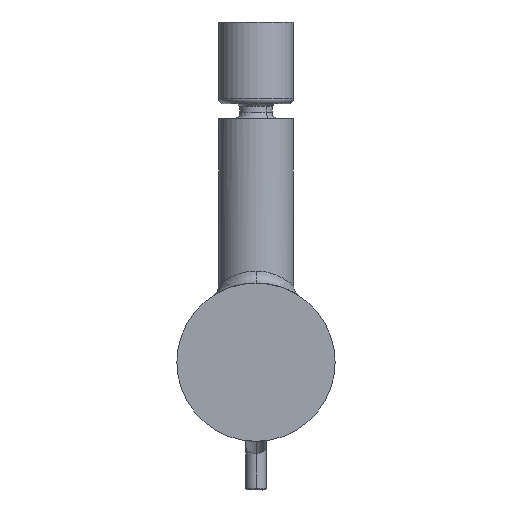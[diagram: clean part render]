
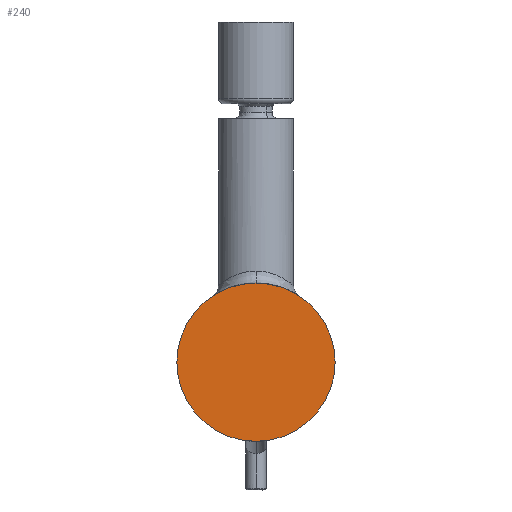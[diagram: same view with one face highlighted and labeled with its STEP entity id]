
A CAD part, front view. The second image highlights one B-rep face of the part: STEP entity #240.
In plain terms, the highlighted planar face has unit normal (0, -1, 0).
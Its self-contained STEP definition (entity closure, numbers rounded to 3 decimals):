
#58 = ORIENTED_EDGE ( 'NONE', *, *, #2021, .T. ) ;
#97 = ORIENTED_EDGE ( 'NONE', *, *, #294, .T. ) ;
#155 = VERTEX_POINT ( 'NONE', #2233 ) ;
#203 = DIRECTION ( 'NONE',  ( 0., -1., 0. ) ) ;
#240 = ADVANCED_FACE ( 'NONE', ( #2095 ), #1923, .T. ) ;
#294 = EDGE_CURVE ( 'NONE', #155, #1011, #1892, .T. ) ;
#318 = CARTESIAN_POINT ( 'NONE',  ( 0., 0., 0. ) ) ;
#353 = AXIS2_PLACEMENT_3D ( 'NONE', #318, #1585, #514 ) ;
#514 = DIRECTION ( 'NONE',  ( 0., 0., 1. ) ) ;
#985 = DIRECTION ( 'NONE',  ( -1., 0., 0. ) ) ;
#1011 = VERTEX_POINT ( 'NONE', #1340 ) ;
#1183 = CARTESIAN_POINT ( 'NONE',  ( 0., 0., 21.45 ) ) ;
#1285 = EDGE_LOOP ( 'NONE', ( #58, #97 ) ) ;
#1340 = CARTESIAN_POINT ( 'NONE',  ( -23.25, 0., 0. ) ) ;
#1585 = DIRECTION ( 'NONE',  ( 0., -1., 0. ) ) ;
#1683 = CIRCLE ( 'NONE', #353, 23.25 ) ;
#1795 = AXIS2_PLACEMENT_3D ( 'NONE', #2245, #2236, #2224 ) ;
#1823 = AXIS2_PLACEMENT_3D ( 'NONE', #1183, #203, #985 ) ;
#1892 = CIRCLE ( 'NONE', #1795, 23.25 ) ;
#1923 = PLANE ( 'NONE',  #1823 ) ;
#2021 = EDGE_CURVE ( 'NONE', #1011, #155, #1683, .T. ) ;
#2095 = FACE_OUTER_BOUND ( 'NONE', #1285, .T. ) ;
#2224 = DIRECTION ( 'NONE',  ( 0., 0., 1. ) ) ;
#2233 = CARTESIAN_POINT ( 'NONE',  ( 23.25, 0., 0. ) ) ;
#2236 = DIRECTION ( 'NONE',  ( 0., -1., 0. ) ) ;
#2245 = CARTESIAN_POINT ( 'NONE',  ( 0., 0., 0. ) ) ;
